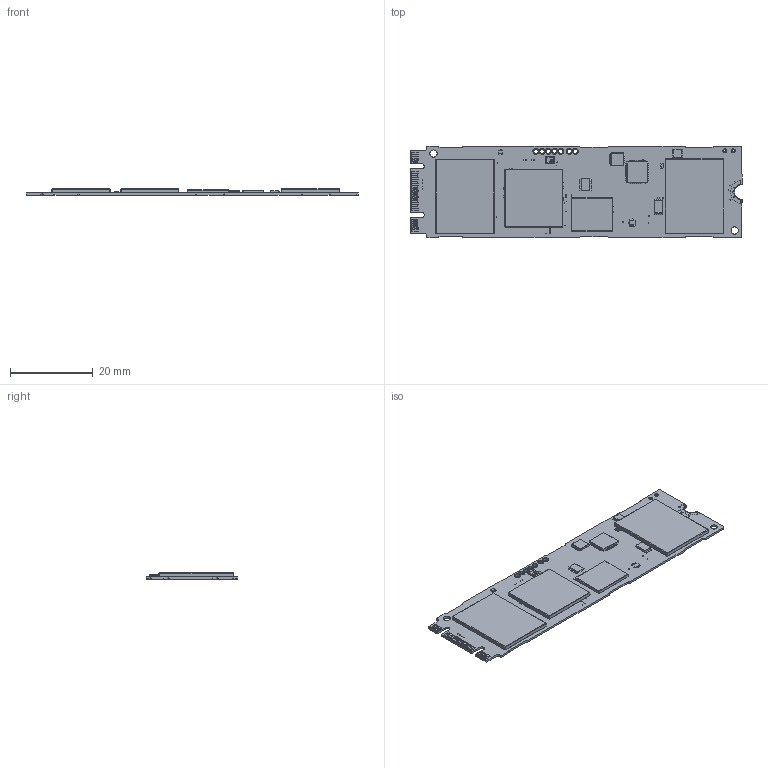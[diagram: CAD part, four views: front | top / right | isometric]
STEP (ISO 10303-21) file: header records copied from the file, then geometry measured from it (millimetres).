
FILE_DESCRIPTION (( 'STEP AP214' ), '1' );
FILE_NAME ('Samsung 850 EVO M.2 250GB SSD.STEP', '2023-02-13T07:55:26+00:00', 'Stefan Hamminga', '', '', '', '');
FILE_SCHEMA (( 'AUTOMOTIVE_DESIGN' ));
Length unit declared in the file: millimetre
Products named in the file (14): 58 IC_09 M414; 02_Board; 50 IC_01 SEC 440; 53 IC_04 ABS 432; 56 IC_07 RB966; 59 Q_01 QR; 40 D_01; 51 IC_02 S4LN062X01; 54 IC_05 ZSAO 481; 57 IC_08 HMR; Samsung 850 EVO M.2 250GB SSD; 42 Crystal_01; 52 IC_03 SEC 446; 55 IC_06 ATP4UB
Assembly tree (14 placements, depth 2):
  Samsung 850 EVO M.2 250GB SSD
    02_Board
    40 D_01
    42 Crystal_01
    50 IC_01 SEC 440
    51 IC_02 S4LN062X01
    52 IC_03 SEC 446  x2
    53 IC_04 ABS 432
    54 IC_05 ZSAO 481
    55 IC_06 ATP4UB
    56 IC_07 RB966
    57 IC_08 HMR
    58 IC_09 M414
    59 Q_01 QR
Bounding box: 80.15 x 22.15 x 1.52 mm (x, y, z)
Volume: 1661.9 mm3; surface area: 5677.5 mm2
Topology: 93 solids, 93 shells, 1952 faces, 4612 edges, 2930 vertices
Faces by surface type: plane 1301, cylinder 493, bspline 142, cone 16
Entity records: 82008 total; most frequent: CARTESIAN_POINT 27695, ORIENTED_EDGE 9120, DIRECTION 8662, EDGE_CURVE 4560, VECTOR 3056, LINE 3056, VERTEX_POINT 2906, AXIS2_PLACEMENT_3D 2803
